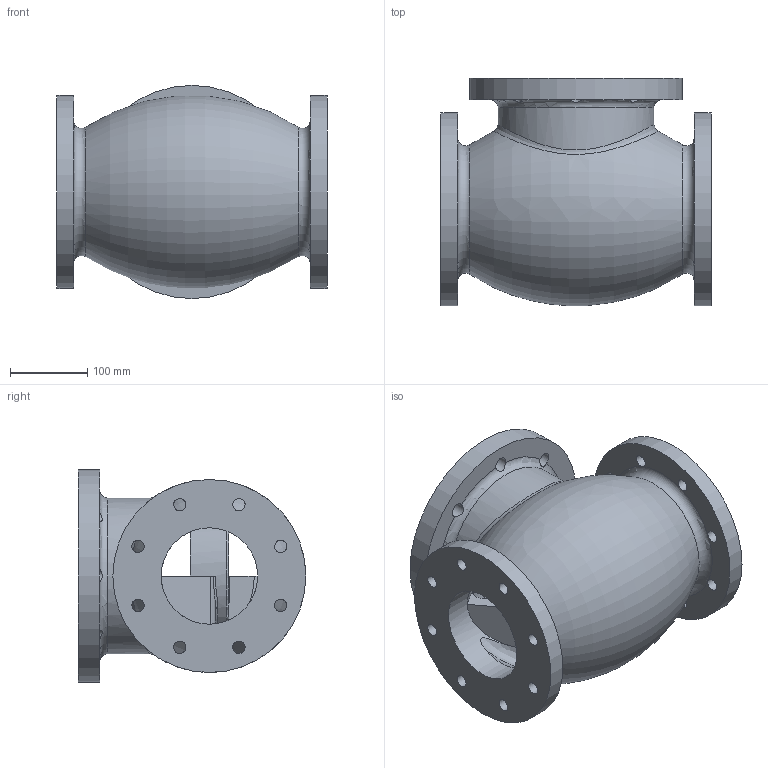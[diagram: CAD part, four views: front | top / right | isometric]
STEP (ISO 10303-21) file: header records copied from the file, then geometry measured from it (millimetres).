
FILE_DESCRIPTION (( 'STEP AP214' ), '1' );
FILE_NAME ('Body.STEP', '2025-02-18T17:59:33', ( '' ), ( '' ), 'SwSTEP 2.0', 'SolidWorks 2025', '' );
FILE_SCHEMA (( 'AUTOMOTIVE_DESIGN' ));
Length unit declared in the file: millimetre
Products named in the file (1): Body
Bounding box: 350 x 295 x 276 mm (x, y, z)
Volume: 6598183.2 mm3; surface area: 791453 mm2
Topology: 1 solids, 1 shells, 86 faces, 286 edges, 182 vertices
Faces by surface type: cylinder 40, plane 18, bspline 18, torus 8, sphere 2
Full cylindrical faces by diameter (mm): 16 x16, 18 x8, 125 x2, 144 x1, 156 x1, 162 x1, 170 x1, 202 x1, 250 x2, 276 x1
Entity records: 5637 total; most frequent: CARTESIAN_POINT 3519, ORIENTED_EDGE 422, DIRECTION 415, EDGE_CURVE 211, AXIS2_PLACEMENT_3D 199, EDGE_LOOP 161, VERTEX_POINT 148, CIRCLE 130
